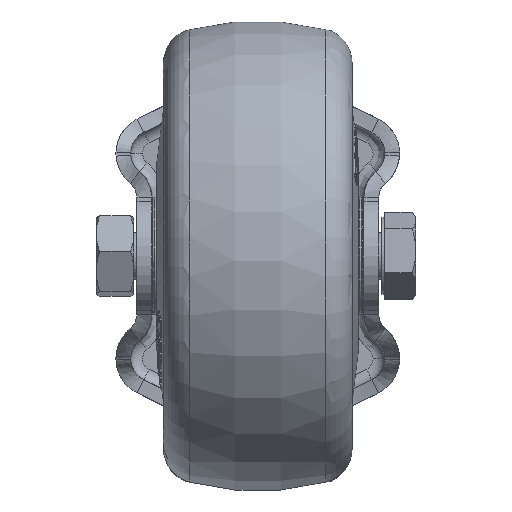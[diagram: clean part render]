
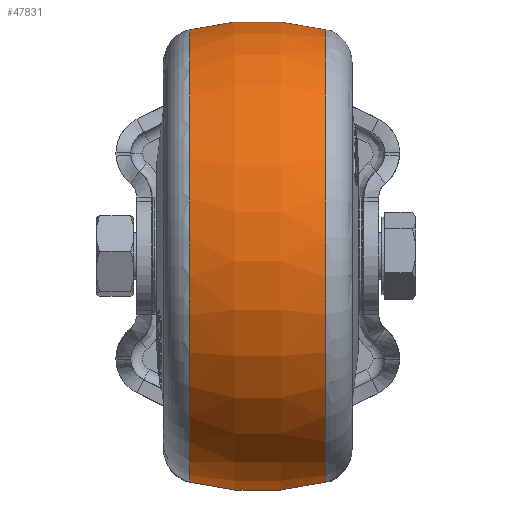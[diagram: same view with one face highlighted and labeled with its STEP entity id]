
A CAD part, front view. The second image highlights one B-rep face of the part: STEP entity #47831.
In plain terms, the highlighted toroidal (fillet/blend) face has major radius 5 mm and minor radius 45 mm.
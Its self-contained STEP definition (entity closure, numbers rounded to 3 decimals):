
#2964 = DIRECTION ( 'NONE',  ( 0., 0., 1. ) ) ;
#4269 = EDGE_CURVE ( 'NONE', #94376, #61695, #29776, .T. ) ;
#7845 = CARTESIAN_POINT ( 'NONE',  ( 0., 0., -5. ) ) ;
#11634 = AXIS2_PLACEMENT_3D ( 'NONE', #35383, #95296, #43986 ) ;
#12188 = DIRECTION ( 'NONE',  ( 1., 0., 0. ) ) ;
#16445 = ORIENTED_EDGE ( 'NONE', *, *, #4269, .T. ) ;
#16467 = DIRECTION ( 'NONE',  ( 0., 0., 1. ) ) ;
#17139 = CARTESIAN_POINT ( 'NONE',  ( -11.538, 0., 0. ) ) ;
#17887 = VERTEX_POINT ( 'NONE', #54625 ) ;
#21323 = AXIS2_PLACEMENT_3D ( 'NONE', #7845, #67778, #16467 ) ;
#25737 = DIRECTION ( 'NONE',  ( 0., 0., -1. ) ) ;
#29776 = CIRCLE ( 'NONE', #11634, 45. ) ;
#30272 = CIRCLE ( 'NONE', #21323, 45. ) ;
#35383 = CARTESIAN_POINT ( 'NONE',  ( 0., 0., 5. ) ) ;
#41235 = FACE_OUTER_BOUND ( 'NONE', #43841, .T. ) ;
#43841 = EDGE_LOOP ( 'NONE', ( #85349, #91262, #16445, #101815 ) ) ;
#43986 = DIRECTION ( 'NONE',  ( 0., 0., -1. ) ) ;
#47831 = ADVANCED_FACE ( 'NONE', ( #41235 ), #101534, .T. ) ;
#49414 = EDGE_CURVE ( 'NONE', #109412, #17887, #30272, .T. ) ;
#54301 = DIRECTION ( 'NONE',  ( -1., 0., 0. ) ) ;
#54543 = CARTESIAN_POINT ( 'NONE',  ( 11.538, 0., -38.496 ) ) ;
#54625 = CARTESIAN_POINT ( 'NONE',  ( 11.538, 0., 38.496 ) ) ;
#60233 = AXIS2_PLACEMENT_3D ( 'NONE', #17139, #76994, #25737 ) ;
#61647 = CARTESIAN_POINT ( 'NONE',  ( -11.538, 0., 38.496 ) ) ;
#61695 = VERTEX_POINT ( 'NONE', #54543 ) ;
#67059 = EDGE_CURVE ( 'NONE', #109412, #94376, #94029, .T. ) ;
#67778 = DIRECTION ( 'NONE',  ( 0., 1., 0. ) ) ;
#72127 = DIRECTION ( 'NONE',  ( 0., 0., -1. ) ) ;
#74624 = AXIS2_PLACEMENT_3D ( 'NONE', #105613, #54301, #2964 ) ;
#76994 = DIRECTION ( 'NONE',  ( 1., 0., 0. ) ) ;
#80292 = CARTESIAN_POINT ( 'NONE',  ( 0., 0., 0. ) ) ;
#85349 = ORIENTED_EDGE ( 'NONE', *, *, #49414, .F. ) ;
#87910 = AXIS2_PLACEMENT_3D ( 'NONE', #80292, #12188, #72127 ) ;
#91262 = ORIENTED_EDGE ( 'NONE', *, *, #67059, .T. ) ;
#94029 = CIRCLE ( 'NONE', #60233, 38.496 ) ;
#94376 = VERTEX_POINT ( 'NONE', #108580 ) ;
#95068 = CIRCLE ( 'NONE', #74624, 38.496 ) ;
#95296 = DIRECTION ( 'NONE',  ( 0., -1., 0. ) ) ;
#101534 = TOROIDAL_SURFACE ( 'NONE', #87910, -5., 45. ) ;
#101815 = ORIENTED_EDGE ( 'NONE', *, *, #102534, .T. ) ;
#102534 = EDGE_CURVE ( 'NONE', #61695, #17887, #95068, .T. ) ;
#105613 = CARTESIAN_POINT ( 'NONE',  ( 11.538, 0., 0. ) ) ;
#108580 = CARTESIAN_POINT ( 'NONE',  ( -11.538, 0., -38.496 ) ) ;
#109412 = VERTEX_POINT ( 'NONE', #61647 ) ;
